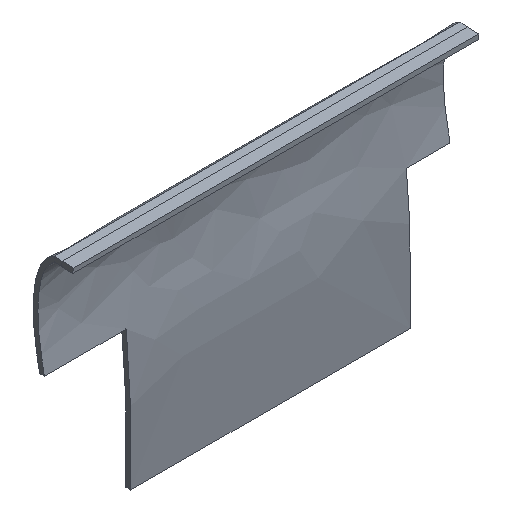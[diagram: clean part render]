
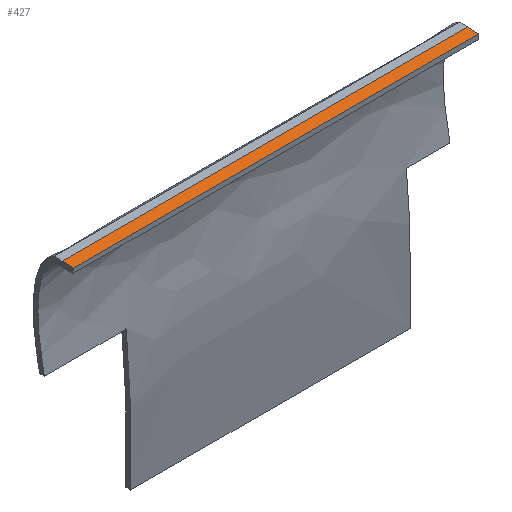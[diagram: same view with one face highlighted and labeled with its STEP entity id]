
A CAD part, isometric view. The second image highlights one B-rep face of the part: STEP entity #427.
In plain terms, the highlighted planar face has unit normal (0, -0.05, 0.999).
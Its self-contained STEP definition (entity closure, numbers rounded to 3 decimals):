
#67=FACE_OUTER_BOUND('',#89,.T.);
#89=EDGE_LOOP('',(#373,#374,#375,#376));
#121=LINE('',#945,#155);
#122=LINE('',#948,#156);
#123=LINE('',#950,#157);
#124=LINE('',#951,#158);
#155=VECTOR('',#522,10.);
#156=VECTOR('',#525,10.);
#157=VECTOR('',#526,10.);
#158=VECTOR('',#527,10.);
#199=VERTEX_POINT('',#931);
#202=VERTEX_POINT('',#940);
#203=VERTEX_POINT('',#947);
#204=VERTEX_POINT('',#949);
#261=EDGE_CURVE('',#199,#202,#121,.T.);
#262=EDGE_CURVE('',#203,#199,#122,.T.);
#263=EDGE_CURVE('',#204,#202,#123,.T.);
#264=EDGE_CURVE('',#203,#204,#124,.T.);
#373=ORIENTED_EDGE('',*,*,#262,.T.);
#374=ORIENTED_EDGE('',*,*,#261,.T.);
#375=ORIENTED_EDGE('',*,*,#263,.F.);
#376=ORIENTED_EDGE('',*,*,#264,.F.);
#405=PLANE('',#460);
#427=ADVANCED_FACE('',(#67),#405,.T.);
#460=AXIS2_PLACEMENT_3D('',#946,#523,#524);
#522=DIRECTION('',(0.,-0.999,-0.05));
#523=DIRECTION('center_axis',(0.,-0.05,
0.999));
#524=DIRECTION('ref_axis',(-1.,0.,0.));
#525=DIRECTION('',(-1.,0.,0.));
#526=DIRECTION('',(-1.,0.,0.));
#527=DIRECTION('',(0.,-0.999,-0.05));
#931=CARTESIAN_POINT('',(-18.285,-0.707,-0.031));
#940=CARTESIAN_POINT('',(-18.285,-1.706,-0.081));
#945=CARTESIAN_POINT('',(-18.285,-0.707,-0.031));
#946=CARTESIAN_POINT('Origin',(18.285,-0.708,-0.03));
#947=CARTESIAN_POINT('',(18.285,-0.708,-0.03));
#948=CARTESIAN_POINT('',(21.715,-0.708,-0.03));
#949=CARTESIAN_POINT('',(18.285,-1.706,-0.081));
#950=CARTESIAN_POINT('',(21.715,-1.706,-0.081));
#951=CARTESIAN_POINT('',(18.285,-0.708,-0.03));
